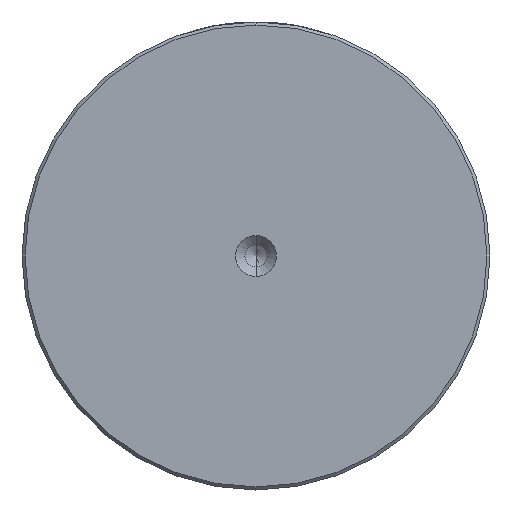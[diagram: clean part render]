
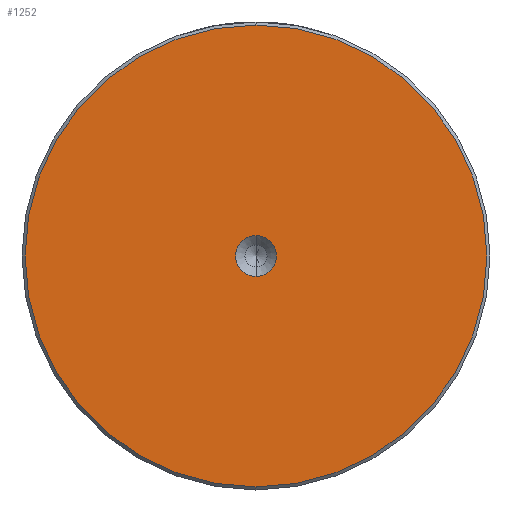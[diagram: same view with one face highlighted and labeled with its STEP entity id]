
A CAD part, left-side view. The second image highlights one B-rep face of the part: STEP entity #1252.
In plain terms, the highlighted planar face has unit normal (-1, 0, 0).
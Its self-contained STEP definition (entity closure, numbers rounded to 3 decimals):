
#14 = DIRECTION ( 'NONE',  ( 0., 0., 1. ) ) ;
#40 = EDGE_CURVE ( 'NONE', #3157, #1942, #2921, .T. ) ;
#149 = CARTESIAN_POINT ( 'NONE',  ( 0., 0., 0. ) ) ;
#168 = EDGE_LOOP ( 'NONE', ( #381, #491 ) ) ;
#177 = CARTESIAN_POINT ( 'NONE',  ( 0., 0., 0. ) ) ;
#233 = AXIS2_PLACEMENT_3D ( 'NONE', #149, #2747, #1290 ) ;
#381 = ORIENTED_EDGE ( 'NONE', *, *, #1417, .T. ) ;
#392 = CARTESIAN_POINT ( 'NONE',  ( 0., 0., -37.5 ) ) ;
#406 = CIRCLE ( 'NONE', #515, 37.5 ) ;
#443 = AXIS2_PLACEMENT_3D ( 'NONE', #3007, #1567, #14 ) ;
#447 = CARTESIAN_POINT ( 'NONE',  ( 0., 0., -3.3 ) ) ;
#491 = ORIENTED_EDGE ( 'NONE', *, *, #607, .T. ) ;
#515 = AXIS2_PLACEMENT_3D ( 'NONE', #1550, #3237, #1787 ) ;
#530 = CIRCLE ( 'NONE', #233, 37.5 ) ;
#607 = EDGE_CURVE ( 'NONE', #1265, #3043, #530, .T. ) ;
#650 = FACE_OUTER_BOUND ( 'NONE', #168, .T. ) ;
#816 = CIRCLE ( 'NONE', #443, 3.3 ) ;
#959 = DIRECTION ( 'NONE',  ( 0., 0., 1. ) ) ;
#1185 = DIRECTION ( 'NONE',  ( -1., 0., 0. ) ) ;
#1231 = ORIENTED_EDGE ( 'NONE', *, *, #40, .F. ) ;
#1233 = DIRECTION ( 'NONE',  ( 0., 0., 1. ) ) ;
#1252 = ADVANCED_FACE ( 'NONE', ( #650, #2004 ), #3173, .T. ) ;
#1257 = CARTESIAN_POINT ( 'NONE',  ( 0., 0., 0. ) ) ;
#1265 = VERTEX_POINT ( 'NONE', #2448 ) ;
#1280 = AXIS2_PLACEMENT_3D ( 'NONE', #177, #2461, #959 ) ;
#1290 = DIRECTION ( 'NONE',  ( 0., 0., 1. ) ) ;
#1417 = EDGE_CURVE ( 'NONE', #3043, #1265, #406, .T. ) ;
#1550 = CARTESIAN_POINT ( 'NONE',  ( 0., 0., 0. ) ) ;
#1567 = DIRECTION ( 'NONE',  ( -1., 0., 0. ) ) ;
#1787 = DIRECTION ( 'NONE',  ( 0., 0., 1. ) ) ;
#1942 = VERTEX_POINT ( 'NONE', #2669 ) ;
#2004 = FACE_BOUND ( 'NONE', #2090, .T. ) ;
#2090 = EDGE_LOOP ( 'NONE', ( #2580, #1231 ) ) ;
#2132 = AXIS2_PLACEMENT_3D ( 'NONE', #1257, #1185, #1233 ) ;
#2448 = CARTESIAN_POINT ( 'NONE',  ( 0., 0., 37.5 ) ) ;
#2461 = DIRECTION ( 'NONE',  ( -1., 0., 0. ) ) ;
#2580 = ORIENTED_EDGE ( 'NONE', *, *, #3204, .F. ) ;
#2669 = CARTESIAN_POINT ( 'NONE',  ( 0., 0., 3.3 ) ) ;
#2747 = DIRECTION ( 'NONE',  ( -1., 0., 0. ) ) ;
#2921 = CIRCLE ( 'NONE', #2132, 3.3 ) ;
#3007 = CARTESIAN_POINT ( 'NONE',  ( 0., 0., 0. ) ) ;
#3043 = VERTEX_POINT ( 'NONE', #392 ) ;
#3157 = VERTEX_POINT ( 'NONE', #447 ) ;
#3173 = PLANE ( 'NONE',  #1280 ) ;
#3204 = EDGE_CURVE ( 'NONE', #1942, #3157, #816, .T. ) ;
#3237 = DIRECTION ( 'NONE',  ( -1., 0., 0. ) ) ;
